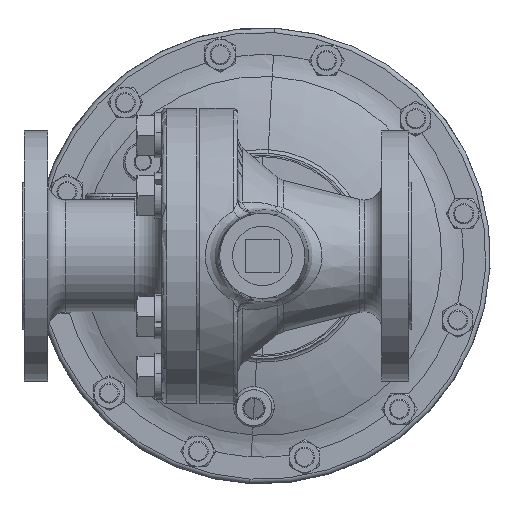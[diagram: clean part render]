
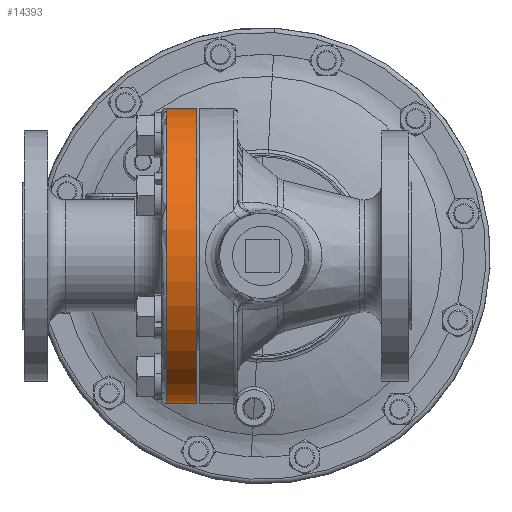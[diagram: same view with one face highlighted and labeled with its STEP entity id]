
A CAD part, front view. The second image highlights one B-rep face of the part: STEP entity #14393.
In plain terms, the highlighted cylindrical face has radius 104.775 mm (diameter 209.55 mm), a partial arc.
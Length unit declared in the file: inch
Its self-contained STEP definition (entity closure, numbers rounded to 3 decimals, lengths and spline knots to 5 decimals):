
#1558 = DIRECTION ( 'NONE',  ( 1., 0., 0. ) ) ;
#2182 = DIRECTION ( 'NONE',  ( 0., 0., -1. ) ) ;
#2471 = VERTEX_POINT ( 'NONE', #21907 ) ;
#5366 = DIRECTION ( 'NONE',  ( 1., 0., 0. ) ) ;
#5434 = CARTESIAN_POINT ( 'NONE',  ( -1.84, 0., 4.125 ) ) ;
#6046 = EDGE_CURVE ( 'NONE', #25763, #31894, #10422, .T. ) ;
#6788 = EDGE_CURVE ( 'NONE', #2471, #32749, #37332, .T. ) ;
#7103 = CARTESIAN_POINT ( 'NONE',  ( -2.685, 0., 0. ) ) ;
#8484 = ORIENTED_EDGE ( 'NONE', *, *, #38387, .T. ) ;
#8963 = VECTOR ( 'NONE', #12053, 39.37008 ) ;
#9408 = AXIS2_PLACEMENT_3D ( 'NONE', #14402, #5366, #2182 ) ;
#9863 = ORIENTED_EDGE ( 'NONE', *, *, #10288, .F. ) ;
#10288 = EDGE_CURVE ( 'NONE', #32749, #31894, #17047, .T. ) ;
#10422 = LINE ( 'NONE', #19915, #27441 ) ;
#12053 = DIRECTION ( 'NONE',  ( 1., 0., 0. ) ) ;
#12341 = CARTESIAN_POINT ( 'NONE',  ( -0.55453, 0., 0. ) ) ;
#13446 = DIRECTION ( 'NONE',  ( 1., 0., 0. ) ) ;
#14393 = ADVANCED_FACE ( 'NONE', ( #17809 ), #30100, .T. ) ;
#14402 = CARTESIAN_POINT ( 'NONE',  ( -1.84, 0., 0. ) ) ;
#17047 = CIRCLE ( 'NONE', #9408, 4.125 ) ;
#17809 = FACE_OUTER_BOUND ( 'NONE', #18831, .T. ) ;
#18831 = EDGE_LOOP ( 'NONE', ( #30852, #8484, #27261, #9863 ) ) ;
#19915 = CARTESIAN_POINT ( 'NONE',  ( -0.55453, 0., -4.125 ) ) ;
#21907 = CARTESIAN_POINT ( 'NONE',  ( -2.685, 0., 4.125 ) ) ;
#24525 = DIRECTION ( 'NONE',  ( 1., 0., 0. ) ) ;
#25636 = DIRECTION ( 'NONE',  ( 0., 0., -1. ) ) ;
#25763 = VERTEX_POINT ( 'NONE', #39143 ) ;
#26348 = CIRCLE ( 'NONE', #34170, 4.125 ) ;
#27261 = ORIENTED_EDGE ( 'NONE', *, *, #6046, .T. ) ;
#27441 = VECTOR ( 'NONE', #1558, 39.37008 ) ;
#30100 = CYLINDRICAL_SURFACE ( 'NONE', #36876, 4.125 ) ;
#30469 = CARTESIAN_POINT ( 'NONE',  ( -0.55453, 0., 4.125 ) ) ;
#30627 = DIRECTION ( 'NONE',  ( 0., 0., -1. ) ) ;
#30852 = ORIENTED_EDGE ( 'NONE', *, *, #6788, .F. ) ;
#31894 = VERTEX_POINT ( 'NONE', #38094 ) ;
#32749 = VERTEX_POINT ( 'NONE', #5434 ) ;
#34170 = AXIS2_PLACEMENT_3D ( 'NONE', #7103, #13446, #25636 ) ;
#36876 = AXIS2_PLACEMENT_3D ( 'NONE', #12341, #24525, #30627 ) ;
#37332 = LINE ( 'NONE', #30469, #8963 ) ;
#38094 = CARTESIAN_POINT ( 'NONE',  ( -1.84, 0., -4.125 ) ) ;
#38387 = EDGE_CURVE ( 'NONE', #2471, #25763, #26348, .T. ) ;
#39143 = CARTESIAN_POINT ( 'NONE',  ( -2.685, 0., -4.125 ) ) ;
